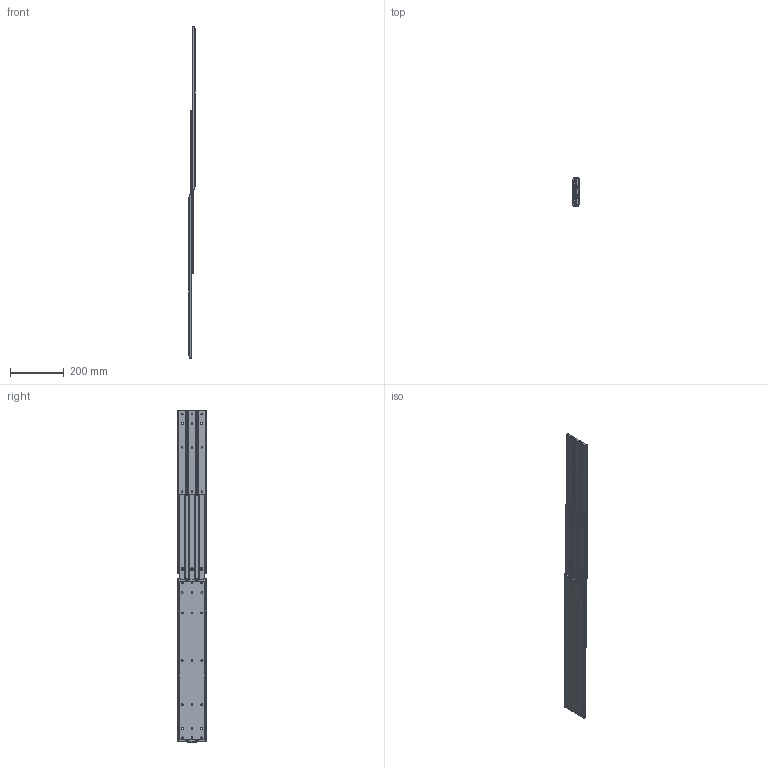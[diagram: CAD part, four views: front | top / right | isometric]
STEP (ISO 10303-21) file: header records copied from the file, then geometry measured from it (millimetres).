
FILE_DESCRIPTION (( 'STEP AP203' ), '1' );
FILE_NAME ('U53-24.STEP', '2020-07-10T08:28:18', ( '' ), ( '' ), 'SwSTEP 2.0', 'SolidWorks 2019', '' );
FILE_SCHEMA (( 'CONFIG_CONTROL_DESIGN' ));
Length unit declared in the file: millimetre
Products named in the file (5): OM継板-24; IM U53-24; IM継板-24; U53-24; OM U53-24
Assembly tree (15 placements, depth 2):
  U53-24
    OM U53-24  x6
    OM継板-24  x2
    IM U53-24  x6
    IM継板-24
Bounding box: 23.5 x 107.28 x 1240.7 mm (x, y, z)
Volume: 686938.6 mm3; surface area: 948352.8 mm2
Topology: 15 solids, 15 shells, 963 faces, 2787 edges, 1854 vertices
Faces by surface type: cylinder 507, plane 456
Entity records: 9583 total; most frequent: CARTESIAN_POINT 1740, DIRECTION 1508, ORIENTED_EDGE 1460, EDGE_CURVE 730, AXIS2_PLACEMENT_3D 554, VERTEX_POINT 486, VECTOR 400, LINE 400
